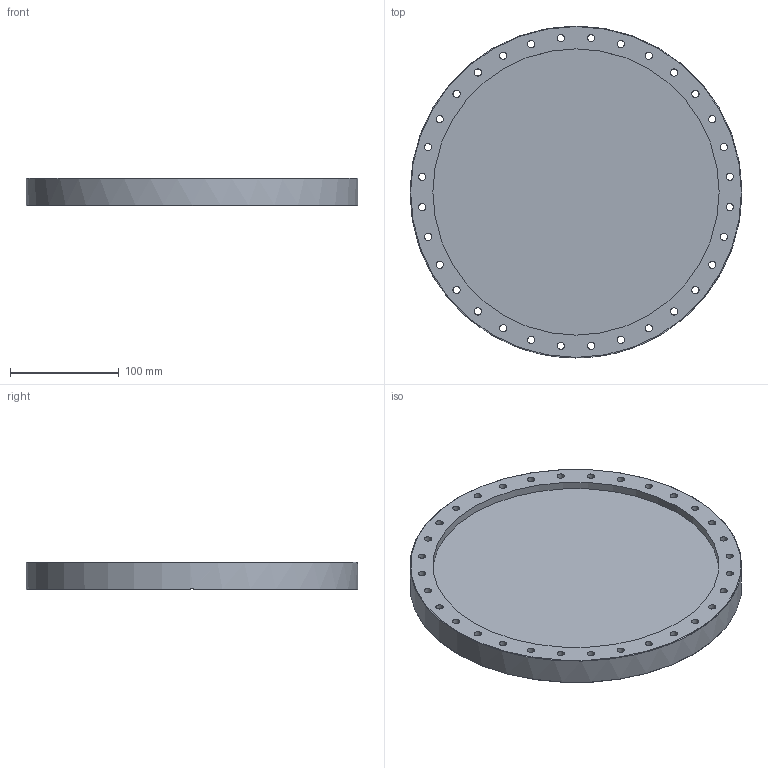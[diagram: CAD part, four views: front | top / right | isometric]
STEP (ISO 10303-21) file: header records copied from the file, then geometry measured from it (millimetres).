
FILE_DESCRIPTION((''),'2;1');
FILE_NAME('F250RT-316LNS.stp','2009-03-13T08:26:00',('hasers'),(''),'Autodesk Inventor 2008','Autodesk Inventor 2008','');
FILE_SCHEMA(('AUTOMOTIVE_DESIGN { 1 0 10303 214 1 1 1 1 }'));
Length unit declared in the file: millimetre
Products named in the file (4): F250RT-316LNS; i-F250RT-316LNS; CF-R [Subject [Summary]=-316LNS][Title [Summary]=F250ROT-SPE]; CF-R [Subject [Summary]=-316LNS][Title [Summary]=F250RI-SPE]
Assembly tree (3 placements, depth 3):
  F250RT-316LNS
    i-F250RT-316LNS
      CF-R [Subject [Summary]=-316LNS][Title [Summary]=F250ROT-SPE]
      CF-R [Subject [Summary]=-316LNS][Title [Summary]=F250RI-SPE]
Bounding box: 305 x 305 x 25 mm (x, y, z)
Volume: 1334633.8 mm3; surface area: 228108.6 mm2
Topology: 2 solids, 2 shells, 55 faces, 179 edges, 128 vertices
Faces by surface type: bspline 36, torus 6, cylinder 5, plane 5, cone 3
Full cylindrical faces by diameter (mm): 273 x1, 273.9 x1, 305 x1
Entity records: 2287 total; most frequent: CARTESIAN_POINT 968, DIRECTION 226, ORIENTED_EDGE 194, EDGE_LOOP 166, AXIS2_PLACEMENT_3D 111, FACE_BOUND 111, EDGE_CURVE 97, VERTEX_POINT 91
